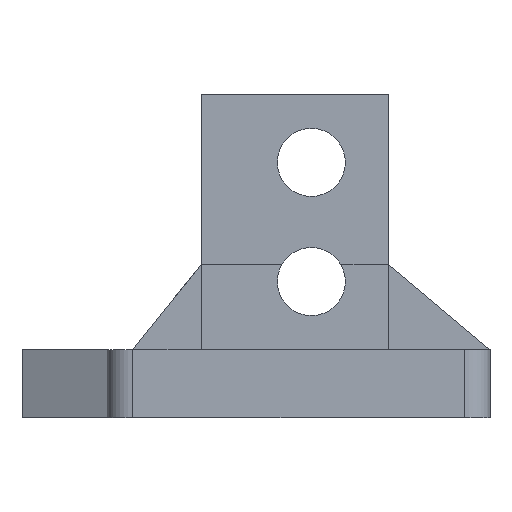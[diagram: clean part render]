
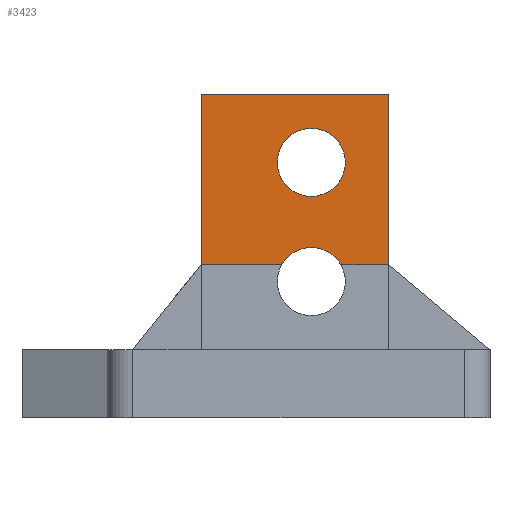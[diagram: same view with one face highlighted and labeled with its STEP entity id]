
A CAD part, front view. The second image highlights one B-rep face of the part: STEP entity #3423.
In plain terms, the highlighted planar face has unit normal (0, -1, 0).
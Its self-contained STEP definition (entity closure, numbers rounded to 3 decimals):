
#1908 = PLANE('',#1909);
#1909 = AXIS2_PLACEMENT_3D('',#1910,#1911,#1912);
#1910 = CARTESIAN_POINT('',(11.081,-25.,8.));
#1911 = DIRECTION('',(0.,-1.,0.));
#1912 = DIRECTION('',(-1.,0.,0.));
#2121 = VERTEX_POINT('',#2122);
#2122 = CARTESIAN_POINT('',(11.081,-25.,18.));
#2136 = PLANE('',#2137);
#2137 = AXIS2_PLACEMENT_3D('',#2138,#2139,#2140);
#2138 = CARTESIAN_POINT('',(11.081,-11.,18.));
#2139 = DIRECTION('',(-1.,0.,0.));
#2140 = DIRECTION('',(0.,1.,0.));
#2352 = CYLINDRICAL_SURFACE('',#2353,4.);
#2353 = AXIS2_PLACEMENT_3D('',#2354,#2355,#2356);
#2354 = CARTESIAN_POINT('',(24.,-11.,30.));
#2355 = DIRECTION('',(0.,1.,0.));
#2356 = DIRECTION('',(1.,0.,0.));
#2383 = PLANE('',#2384);
#2384 = AXIS2_PLACEMENT_3D('',#2385,#2386,#2387);
#2385 = CARTESIAN_POINT('',(33.081,-25.,18.));
#2386 = DIRECTION('',(1.,0.,0.));
#2387 = DIRECTION('',(0.,-1.,0.));
#2411 = PLANE('',#2412);
#2412 = AXIS2_PLACEMENT_3D('',#2413,#2414,#2415);
#2413 = CARTESIAN_POINT('',(11.081,-25.,38.));
#2414 = DIRECTION('',(0.,0.,1.));
#2415 = DIRECTION('',(-1.,0.,0.));
#2489 = CYLINDRICAL_SURFACE('',#2490,4.);
#2490 = AXIS2_PLACEMENT_3D('',#2491,#2492,#2493);
#2491 = CARTESIAN_POINT('',(24.,-11.,16.));
#2492 = DIRECTION('',(0.,1.,0.));
#2493 = DIRECTION('',(1.,0.,0.));
#2813 = VERTEX_POINT('',#2814);
#2814 = CARTESIAN_POINT('',(20.536,-25.,18.));
#2839 = VERTEX_POINT('',#2840);
#2840 = CARTESIAN_POINT('',(27.464,-25.,18.));
#2862 = EDGE_CURVE('',#2839,#2863,#2865,.T.);
#2863 = VERTEX_POINT('',#2864);
#2864 = CARTESIAN_POINT('',(33.081,-25.,18.));
#2865 = SURFACE_CURVE('',#2866,(#2870,#2877),.PCURVE_S1.);
#2866 = LINE('',#2867,#2868);
#2867 = CARTESIAN_POINT('',(11.081,-25.,18.));
#2868 = VECTOR('',#2869,1.);
#2869 = DIRECTION('',(1.,0.,0.));
#2870 = PCURVE('',#1908,#2871);
#2871 = DEFINITIONAL_REPRESENTATION('',(#2872),#2876);
#2872 = LINE('',#2873,#2874);
#2873 = CARTESIAN_POINT('',(0.,-10.));
#2874 = VECTOR('',#2875,1.);
#2875 = DIRECTION('',(-1.,0.));
#2876 = ( GEOMETRIC_REPRESENTATION_CONTEXT(2) 
PARAMETRIC_REPRESENTATION_CONTEXT() REPRESENTATION_CONTEXT('2D SPACE',''
  ) );
#2877 = PCURVE('',#2878,#2883);
#2878 = PLANE('',#2879);
#2879 = AXIS2_PLACEMENT_3D('',#2880,#2881,#2882);
#2880 = CARTESIAN_POINT('',(11.081,-25.,18.));
#2881 = DIRECTION('',(0.,-1.,0.));
#2882 = DIRECTION('',(-1.,0.,0.));
#2883 = DEFINITIONAL_REPRESENTATION('',(#2884),#2888);
#2884 = LINE('',#2885,#2886);
#2885 = CARTESIAN_POINT('',(0.,0.));
#2886 = VECTOR('',#2887,1.);
#2887 = DIRECTION('',(-1.,0.));
#2888 = ( GEOMETRIC_REPRESENTATION_CONTEXT(2) 
PARAMETRIC_REPRESENTATION_CONTEXT() REPRESENTATION_CONTEXT('2D SPACE',''
  ) );
#2913 = EDGE_CURVE('',#2121,#2813,#2914,.T.);
#2914 = SURFACE_CURVE('',#2915,(#2919,#2926),.PCURVE_S1.);
#2915 = LINE('',#2916,#2917);
#2916 = CARTESIAN_POINT('',(11.081,-25.,18.));
#2917 = VECTOR('',#2918,1.);
#2918 = DIRECTION('',(1.,0.,0.));
#2919 = PCURVE('',#1908,#2920);
#2920 = DEFINITIONAL_REPRESENTATION('',(#2921),#2925);
#2921 = LINE('',#2922,#2923);
#2922 = CARTESIAN_POINT('',(0.,-10.));
#2923 = VECTOR('',#2924,1.);
#2924 = DIRECTION('',(-1.,0.));
#2925 = ( GEOMETRIC_REPRESENTATION_CONTEXT(2) 
PARAMETRIC_REPRESENTATION_CONTEXT() REPRESENTATION_CONTEXT('2D SPACE',''
  ) );
#2926 = PCURVE('',#2878,#2927);
#2927 = DEFINITIONAL_REPRESENTATION('',(#2928),#2932);
#2928 = LINE('',#2929,#2930);
#2929 = CARTESIAN_POINT('',(0.,0.));
#2930 = VECTOR('',#2931,1.);
#2931 = DIRECTION('',(-1.,0.));
#2932 = ( GEOMETRIC_REPRESENTATION_CONTEXT(2) 
PARAMETRIC_REPRESENTATION_CONTEXT() REPRESENTATION_CONTEXT('2D SPACE',''
  ) );
#3095 = VERTEX_POINT('',#3096);
#3096 = CARTESIAN_POINT('',(11.081,-25.,38.));
#3117 = EDGE_CURVE('',#2121,#3095,#3118,.T.);
#3118 = SURFACE_CURVE('',#3119,(#3123,#3130),.PCURVE_S1.);
#3119 = LINE('',#3120,#3121);
#3120 = CARTESIAN_POINT('',(11.081,-25.,18.));
#3121 = VECTOR('',#3122,1.);
#3122 = DIRECTION('',(0.,0.,1.));
#3123 = PCURVE('',#2136,#3124);
#3124 = DEFINITIONAL_REPRESENTATION('',(#3125),#3129);
#3125 = LINE('',#3126,#3127);
#3126 = CARTESIAN_POINT('',(-14.,0.));
#3127 = VECTOR('',#3128,1.);
#3128 = DIRECTION('',(0.,-1.));
#3129 = ( GEOMETRIC_REPRESENTATION_CONTEXT(2) 
PARAMETRIC_REPRESENTATION_CONTEXT() REPRESENTATION_CONTEXT('2D SPACE',''
  ) );
#3130 = PCURVE('',#2878,#3131);
#3131 = DEFINITIONAL_REPRESENTATION('',(#3132),#3136);
#3132 = LINE('',#3133,#3134);
#3133 = CARTESIAN_POINT('',(0.,0.));
#3134 = VECTOR('',#3135,1.);
#3135 = DIRECTION('',(0.,-1.));
#3136 = ( GEOMETRIC_REPRESENTATION_CONTEXT(2) 
PARAMETRIC_REPRESENTATION_CONTEXT() REPRESENTATION_CONTEXT('2D SPACE',''
  ) );
#3169 = VERTEX_POINT('',#3170);
#3170 = CARTESIAN_POINT('',(28.,-25.,30.));
#3191 = EDGE_CURVE('',#3169,#3192,#3194,.T.);
#3192 = VERTEX_POINT('',#3193);
#3193 = CARTESIAN_POINT('',(24.,-25.,26.));
#3194 = SURFACE_CURVE('',#3195,(#3200,#3207),.PCURVE_S1.);
#3195 = CIRCLE('',#3196,4.);
#3196 = AXIS2_PLACEMENT_3D('',#3197,#3198,#3199);
#3197 = CARTESIAN_POINT('',(24.,-25.,30.));
#3198 = DIRECTION('',(0.,-1.,0.));
#3199 = DIRECTION('',(0.,0.,-1.));
#3200 = PCURVE('',#2352,#3201);
#3201 = DEFINITIONAL_REPRESENTATION('',(#3202),#3206);
#3202 = LINE('',#3203,#3204);
#3203 = CARTESIAN_POINT('',(1.571,-14.));
#3204 = VECTOR('',#3205,1.);
#3205 = DIRECTION('',(-1.,0.));
#3206 = ( GEOMETRIC_REPRESENTATION_CONTEXT(2) 
PARAMETRIC_REPRESENTATION_CONTEXT() REPRESENTATION_CONTEXT('2D SPACE',''
  ) );
#3207 = PCURVE('',#2878,#3208);
#3208 = DEFINITIONAL_REPRESENTATION('',(#3209),#3213);
#3209 = CIRCLE('',#3210,4.);
#3210 = AXIS2_PLACEMENT_2D('',#3211,#3212);
#3211 = CARTESIAN_POINT('',(-12.919,-12.));
#3212 = DIRECTION('',(0.,1.));
#3213 = ( GEOMETRIC_REPRESENTATION_CONTEXT(2) 
PARAMETRIC_REPRESENTATION_CONTEXT() REPRESENTATION_CONTEXT('2D SPACE',''
  ) );
#3215 = EDGE_CURVE('',#3192,#3169,#3216,.T.);
#3216 = SURFACE_CURVE('',#3217,(#3222,#3229),.PCURVE_S1.);
#3217 = CIRCLE('',#3218,4.);
#3218 = AXIS2_PLACEMENT_3D('',#3219,#3220,#3221);
#3219 = CARTESIAN_POINT('',(24.,-25.,30.));
#3220 = DIRECTION('',(0.,-1.,0.));
#3221 = DIRECTION('',(0.,0.,-1.));
#3222 = PCURVE('',#2352,#3223);
#3223 = DEFINITIONAL_REPRESENTATION('',(#3224),#3228);
#3224 = LINE('',#3225,#3226);
#3225 = CARTESIAN_POINT('',(-4.712,-14.));
#3226 = VECTOR('',#3227,1.);
#3227 = DIRECTION('',(-1.,0.));
#3228 = ( GEOMETRIC_REPRESENTATION_CONTEXT(2) 
PARAMETRIC_REPRESENTATION_CONTEXT() REPRESENTATION_CONTEXT('2D SPACE',''
  ) );
#3229 = PCURVE('',#2878,#3230);
#3230 = DEFINITIONAL_REPRESENTATION('',(#3231),#3235);
#3231 = CIRCLE('',#3232,4.);
#3232 = AXIS2_PLACEMENT_2D('',#3233,#3234);
#3233 = CARTESIAN_POINT('',(-12.919,-12.));
#3234 = DIRECTION('',(0.,1.));
#3235 = ( GEOMETRIC_REPRESENTATION_CONTEXT(2) 
PARAMETRIC_REPRESENTATION_CONTEXT() REPRESENTATION_CONTEXT('2D SPACE',''
  ) );
#3242 = EDGE_CURVE('',#2863,#3243,#3245,.T.);
#3243 = VERTEX_POINT('',#3244);
#3244 = CARTESIAN_POINT('',(33.081,-25.,38.));
#3245 = SURFACE_CURVE('',#3246,(#3250,#3257),.PCURVE_S1.);
#3246 = LINE('',#3247,#3248);
#3247 = CARTESIAN_POINT('',(33.081,-25.,18.));
#3248 = VECTOR('',#3249,1.);
#3249 = DIRECTION('',(0.,0.,1.));
#3250 = PCURVE('',#2383,#3251);
#3251 = DEFINITIONAL_REPRESENTATION('',(#3252),#3256);
#3252 = LINE('',#3253,#3254);
#3253 = CARTESIAN_POINT('',(0.,0.));
#3254 = VECTOR('',#3255,1.);
#3255 = DIRECTION('',(0.,-1.));
#3256 = ( GEOMETRIC_REPRESENTATION_CONTEXT(2) 
PARAMETRIC_REPRESENTATION_CONTEXT() REPRESENTATION_CONTEXT('2D SPACE',''
  ) );
#3257 = PCURVE('',#2878,#3258);
#3258 = DEFINITIONAL_REPRESENTATION('',(#3259),#3263);
#3259 = LINE('',#3260,#3261);
#3260 = CARTESIAN_POINT('',(-22.,0.));
#3261 = VECTOR('',#3262,1.);
#3262 = DIRECTION('',(0.,-1.));
#3263 = ( GEOMETRIC_REPRESENTATION_CONTEXT(2) 
PARAMETRIC_REPRESENTATION_CONTEXT() REPRESENTATION_CONTEXT('2D SPACE',''
  ) );
#3312 = EDGE_CURVE('',#3095,#3243,#3313,.T.);
#3313 = SURFACE_CURVE('',#3314,(#3318,#3325),.PCURVE_S1.);
#3314 = LINE('',#3315,#3316);
#3315 = CARTESIAN_POINT('',(11.081,-25.,38.));
#3316 = VECTOR('',#3317,1.);
#3317 = DIRECTION('',(1.,0.,0.));
#3318 = PCURVE('',#2411,#3319);
#3319 = DEFINITIONAL_REPRESENTATION('',(#3320),#3324);
#3320 = LINE('',#3321,#3322);
#3321 = CARTESIAN_POINT('',(0.,0.));
#3322 = VECTOR('',#3323,1.);
#3323 = DIRECTION('',(-1.,0.));
#3324 = ( GEOMETRIC_REPRESENTATION_CONTEXT(2) 
PARAMETRIC_REPRESENTATION_CONTEXT() REPRESENTATION_CONTEXT('2D SPACE',''
  ) );
#3325 = PCURVE('',#2878,#3326);
#3326 = DEFINITIONAL_REPRESENTATION('',(#3327),#3331);
#3327 = LINE('',#3328,#3329);
#3328 = CARTESIAN_POINT('',(0.,-20.));
#3329 = VECTOR('',#3330,1.);
#3330 = DIRECTION('',(-1.,0.));
#3331 = ( GEOMETRIC_REPRESENTATION_CONTEXT(2) 
PARAMETRIC_REPRESENTATION_CONTEXT() REPRESENTATION_CONTEXT('2D SPACE',''
  ) );
#3364 = EDGE_CURVE('',#2839,#2813,#3365,.T.);
#3365 = SURFACE_CURVE('',#3366,(#3371,#3378),.PCURVE_S1.);
#3366 = CIRCLE('',#3367,4.);
#3367 = AXIS2_PLACEMENT_3D('',#3368,#3369,#3370);
#3368 = CARTESIAN_POINT('',(24.,-25.,16.));
#3369 = DIRECTION('',(0.,-1.,0.));
#3370 = DIRECTION('',(0.,0.,-1.));
#3371 = PCURVE('',#2489,#3372);
#3372 = DEFINITIONAL_REPRESENTATION('',(#3373),#3377);
#3373 = LINE('',#3374,#3375);
#3374 = CARTESIAN_POINT('',(1.571,-14.));
#3375 = VECTOR('',#3376,1.);
#3376 = DIRECTION('',(-1.,0.));
#3377 = ( GEOMETRIC_REPRESENTATION_CONTEXT(2) 
PARAMETRIC_REPRESENTATION_CONTEXT() REPRESENTATION_CONTEXT('2D SPACE',''
  ) );
#3378 = PCURVE('',#2878,#3379);
#3379 = DEFINITIONAL_REPRESENTATION('',(#3380),#3384);
#3380 = CIRCLE('',#3381,4.);
#3381 = AXIS2_PLACEMENT_2D('',#3382,#3383);
#3382 = CARTESIAN_POINT('',(-12.919,2.));
#3383 = DIRECTION('',(0.,1.));
#3384 = ( GEOMETRIC_REPRESENTATION_CONTEXT(2) 
PARAMETRIC_REPRESENTATION_CONTEXT() REPRESENTATION_CONTEXT('2D SPACE',''
  ) );
#3423 = ADVANCED_FACE('',(#3424,#3428),#2878,.T.);
#3424 = FACE_BOUND('',#3425,.F.);
#3425 = EDGE_LOOP('',(#3426,#3427));
#3426 = ORIENTED_EDGE('',*,*,#3215,.T.);
#3427 = ORIENTED_EDGE('',*,*,#3191,.T.);
#3428 = FACE_BOUND('',#3429,.F.);
#3429 = EDGE_LOOP('',(#3430,#3431,#3432,#3433,#3434,#3435));
#3430 = ORIENTED_EDGE('',*,*,#2862,.F.);
#3431 = ORIENTED_EDGE('',*,*,#3364,.T.);
#3432 = ORIENTED_EDGE('',*,*,#2913,.F.);
#3433 = ORIENTED_EDGE('',*,*,#3117,.T.);
#3434 = ORIENTED_EDGE('',*,*,#3312,.T.);
#3435 = ORIENTED_EDGE('',*,*,#3242,.F.);
